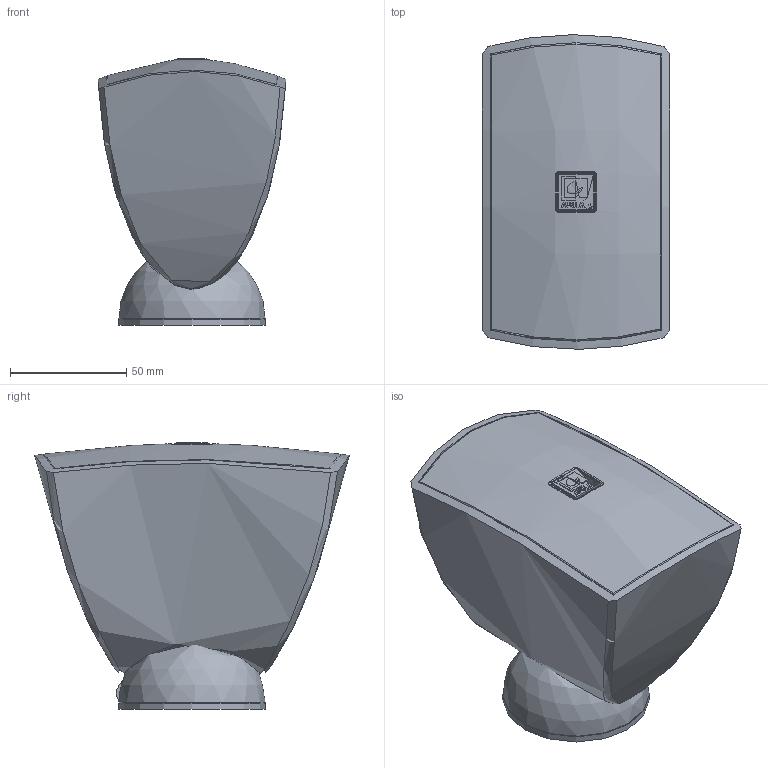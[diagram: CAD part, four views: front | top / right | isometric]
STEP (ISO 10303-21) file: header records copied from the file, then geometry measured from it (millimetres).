
FILE_DESCRIPTION(/* description */ (''),/* implementation_level */ '2;1');
FILE_NAME(/* name */ 'AUDAC-ATEO2.stp',/* time_stamp */ '2021-02-23T13:18:22+01:00',/* author */ ('kamiel'),/* organization */ (''),/* preprocessor_version */ 'ST-DEVELOPER v18.1',/* originating_system */ 'Autodesk Inventor 2021',/* authorisation */ '');
FILE_SCHEMA (('AUTOMOTIVE_DESIGN { 1 0 10303 214 3 1 1 }'));
Length unit declared in the file: millimetre
Products named in the file (1): ATEO2
Bounding box: 80.7 x 135.52 x 114.9 mm (x, y, z)
Volume: 734210.2 mm3; surface area: 51760.2 mm2
Topology: 1 solids, 2 shells, 164 faces, 411 edges, 256 vertices
Faces by surface type: plane 81, bspline 62, sphere 9, torus 6, cylinder 3, cone 3
Full cylindrical faces by diameter (mm): 19 x1, 63 x1
Entity records: 10355 total; most frequent: CARTESIAN_POINT 6551, ORIENTED_EDGE 822, DIRECTION 597, EDGE_CURVE 411, VERTEX_POINT 256, LINE 213, VECTOR 213, AXIS2_PLACEMENT_3D 192
